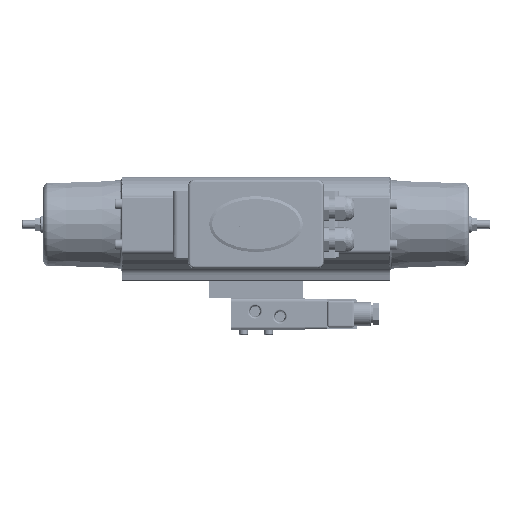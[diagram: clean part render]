
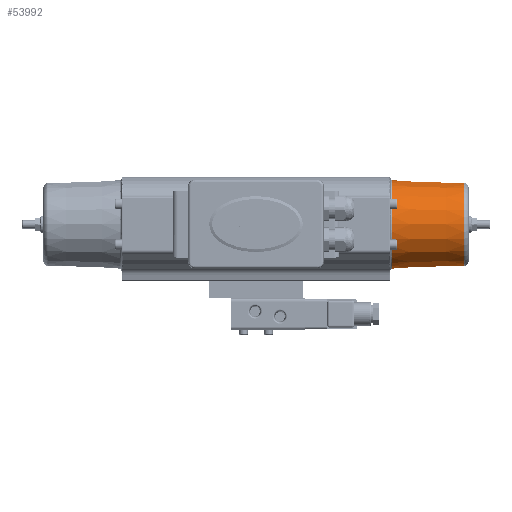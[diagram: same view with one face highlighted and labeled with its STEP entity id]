
A CAD part, top view. The second image highlights one B-rep face of the part: STEP entity #53992.
In plain terms, the highlighted conical face has half-angle 2 degrees and reference radius 41.275 mm.
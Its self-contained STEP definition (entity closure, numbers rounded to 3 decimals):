
#53950=CARTESIAN_POINT('',(199.174,0.,299.049));
#53951=VERTEX_POINT('',#53950);
#53952=CARTESIAN_POINT('',(199.174,0.,259.0));
#53953=DIRECTION('',(1.0,0.0,0.0));
#53954=DIRECTION('',(0.0,0.0,1.0));
#53955=AXIS2_PLACEMENT_3D('',#53952,#53953,#53954);
#53956=CIRCLE('',#53955,40.049);
#53957=EDGE_CURVE('',#53951,#53951,#53956,.T.);
#53973=CARTESIAN_POINT('',(164.087,0.,259.0));
#53974=DIRECTION('',(-1.0,0.,0.));
#53975=DIRECTION('',(0.0,0.0,1.0));
#53976=AXIS2_PLACEMENT_3D('',#53973,#53974,#53975);
#53977=CONICAL_SURFACE('',#53976,41.275,2.);
#53978=ORIENTED_EDGE('',*,*,#53957,.F.);
#53979=EDGE_LOOP('',(#53978));
#53980=FACE_OUTER_BOUND('',#53979,.T.);
#53981=CARTESIAN_POINT('',(130.93,0.,301.433));
#53982=VERTEX_POINT('',#53981);
#53983=CARTESIAN_POINT('',(130.93,0.,259.0));
#53984=DIRECTION('',(1.0,0.0,0.0));
#53985=DIRECTION('',(0.0,0.0,-1.0));
#53986=AXIS2_PLACEMENT_3D('',#53983,#53984,#53985);
#53987=CIRCLE('',#53986,42.433);
#53988=EDGE_CURVE('',#53982,#53982,#53987,.T.);
#53989=ORIENTED_EDGE('',*,*,#53988,.T.);
#53990=EDGE_LOOP('',(#53989));
#53991=FACE_BOUND('',#53990,.T.);
#53992=ADVANCED_FACE('',(#53980,#53991),#53977,.T.);
